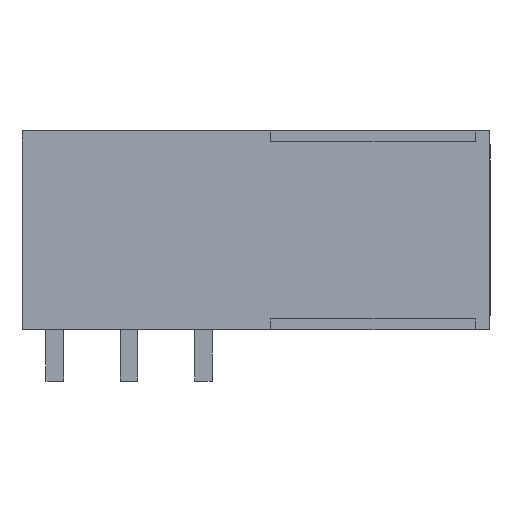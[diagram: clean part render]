
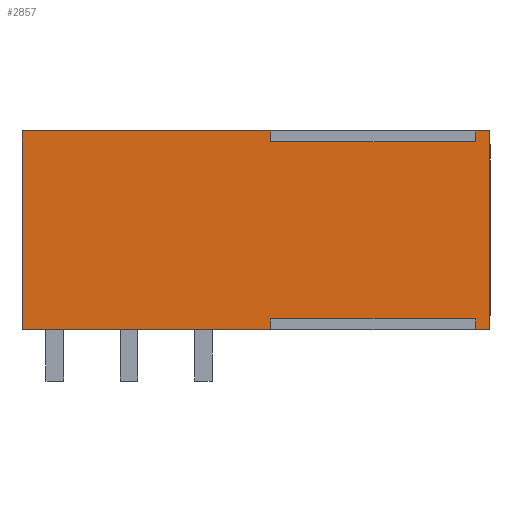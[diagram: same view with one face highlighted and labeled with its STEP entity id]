
A CAD part, left-side view. The second image highlights one B-rep face of the part: STEP entity #2857.
In plain terms, the highlighted planar face has unit normal (-1, 0, 0).
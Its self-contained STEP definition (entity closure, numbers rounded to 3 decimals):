
#2798=AXIS2_PLACEMENT_3D('Plane Axis2P3D',#2795,#2796,#2797) ;
#494=CARTESIAN_POINT('Vertex',(0.,0.,3.5)) ;
#497=CARTESIAN_POINT('Line Origine',(0.,0.5,3.5)) ;
#501=CARTESIAN_POINT('Vertex',(0.,1.,3.5)) ;
#522=CARTESIAN_POINT('Vertex',(0.,15.,3.5)) ;
#525=CARTESIAN_POINT('Line Origine',(0.,23.5,3.5)) ;
#529=CARTESIAN_POINT('Vertex',(0.,32.,3.5)) ;
#831=CARTESIAN_POINT('Vertex',(0.,32.,17.1)) ;
#834=CARTESIAN_POINT('Line Origine',(0.,23.5,17.1)) ;
#838=CARTESIAN_POINT('Vertex',(0.,15.,17.1)) ;
#859=CARTESIAN_POINT('Vertex',(0.,1.,17.1)) ;
#862=CARTESIAN_POINT('Line Origine',(0.,0.5,17.1)) ;
#866=CARTESIAN_POINT('Vertex',(0.,0.,17.1)) ;
#2301=CARTESIAN_POINT('Line Origine',(0.,0.,10.3)) ;
#2795=CARTESIAN_POINT('Axis2P3D Location',(0.,0.,17.1)) ;
#2800=CARTESIAN_POINT('Line Origine',(0.,1.,16.725)) ;
#2804=CARTESIAN_POINT('Vertex',(0.,1.,16.35)) ;
#2807=CARTESIAN_POINT('Line Origine',(0.,8.,16.35)) ;
#2811=CARTESIAN_POINT('Vertex',(0.,15.,16.35)) ;
#2814=CARTESIAN_POINT('Line Origine',(0.,15.,16.725)) ;
#2819=CARTESIAN_POINT('Line Origine',(0.,32.,10.3)) ;
#2824=CARTESIAN_POINT('Line Origine',(0.,15.,3.875)) ;
#2828=CARTESIAN_POINT('Vertex',(0.,15.,4.25)) ;
#2831=CARTESIAN_POINT('Line Origine',(0.,8.,4.25)) ;
#2835=CARTESIAN_POINT('Vertex',(0.,1.,4.25)) ;
#2838=CARTESIAN_POINT('Line Origine',(0.,1.,3.875)) ;
#498=DIRECTION('Vector Direction',(0.,1.,0.)) ;
#526=DIRECTION('Vector Direction',(0.,1.,0.)) ;
#835=DIRECTION('Vector Direction',(0.,1.,0.)) ;
#863=DIRECTION('Vector Direction',(0.,1.,0.)) ;
#2302=DIRECTION('Vector Direction',(0.,0.,-1.)) ;
#2796=DIRECTION('Axis2P3D Direction',(1.,0.,0.)) ;
#2797=DIRECTION('Axis2P3D XDirection',(0.,0.,-1.)) ;
#2801=DIRECTION('Vector Direction',(0.,0.,-1.)) ;
#2808=DIRECTION('Vector Direction',(0.,1.,0.)) ;
#2815=DIRECTION('Vector Direction',(0.,0.,-1.)) ;
#2820=DIRECTION('Vector Direction',(0.,0.,-1.)) ;
#2825=DIRECTION('Vector Direction',(0.,0.,-1.)) ;
#2832=DIRECTION('Vector Direction',(0.,1.,0.)) ;
#2839=DIRECTION('Vector Direction',(0.,0.,-1.)) ;
#499=VECTOR('Line Direction',#498,1.) ;
#527=VECTOR('Line Direction',#526,1.) ;
#836=VECTOR('Line Direction',#835,1.) ;
#864=VECTOR('Line Direction',#863,1.) ;
#2303=VECTOR('Line Direction',#2302,1.) ;
#2802=VECTOR('Line Direction',#2801,1.) ;
#2809=VECTOR('Line Direction',#2808,1.) ;
#2816=VECTOR('Line Direction',#2815,1.) ;
#2821=VECTOR('Line Direction',#2820,1.) ;
#2826=VECTOR('Line Direction',#2825,1.) ;
#2833=VECTOR('Line Direction',#2832,1.) ;
#2840=VECTOR('Line Direction',#2839,1.) ;
#2844=ORIENTED_EDGE('',*,*,#2806,.F.) ;
#2845=ORIENTED_EDGE('',*,*,#2813,.T.) ;
#2846=ORIENTED_EDGE('',*,*,#2818,.F.) ;
#2847=ORIENTED_EDGE('',*,*,#840,.T.) ;
#2848=ORIENTED_EDGE('',*,*,#2823,.T.) ;
#2849=ORIENTED_EDGE('',*,*,#531,.F.) ;
#2850=ORIENTED_EDGE('',*,*,#2830,.F.) ;
#2851=ORIENTED_EDGE('',*,*,#2837,.F.) ;
#2852=ORIENTED_EDGE('',*,*,#2842,.F.) ;
#2853=ORIENTED_EDGE('',*,*,#503,.F.) ;
#2854=ORIENTED_EDGE('',*,*,#2305,.F.) ;
#2855=ORIENTED_EDGE('',*,*,#868,.T.) ;
#2857=ADVANCED_FACE('HOUSING',(#2856),#2799,.F.) ;
#503=EDGE_CURVE('',#495,#502,#500,.T.) ;
#531=EDGE_CURVE('',#523,#530,#528,.T.) ;
#840=EDGE_CURVE('',#839,#832,#837,.T.) ;
#868=EDGE_CURVE('',#867,#860,#865,.T.) ;
#2305=EDGE_CURVE('',#867,#495,#2304,.T.) ;
#2806=EDGE_CURVE('',#2805,#860,#2803,.F.) ;
#2813=EDGE_CURVE('',#2805,#2812,#2810,.T.) ;
#2818=EDGE_CURVE('',#839,#2812,#2817,.T.) ;
#2823=EDGE_CURVE('',#832,#530,#2822,.T.) ;
#2830=EDGE_CURVE('',#2829,#523,#2827,.T.) ;
#2837=EDGE_CURVE('',#2836,#2829,#2834,.T.) ;
#2842=EDGE_CURVE('',#502,#2836,#2841,.F.) ;
#2843=EDGE_LOOP('',(#2844,#2845,#2846,#2847,#2848,#2849,#2850,#2851,#2852,#2853,#2854,#2855)) ;
#2856=FACE_OUTER_BOUND('',#2843,.T.) ;
#500=LINE('Line',#497,#499) ;
#528=LINE('Line',#525,#527) ;
#837=LINE('Line',#834,#836) ;
#865=LINE('Line',#862,#864) ;
#2304=LINE('Line',#2301,#2303) ;
#2803=LINE('Line',#2800,#2802) ;
#2810=LINE('Line',#2807,#2809) ;
#2817=LINE('Line',#2814,#2816) ;
#2822=LINE('Line',#2819,#2821) ;
#2827=LINE('Line',#2824,#2826) ;
#2834=LINE('Line',#2831,#2833) ;
#2841=LINE('Line',#2838,#2840) ;
#2799=PLANE('',#2798) ;
#495=VERTEX_POINT('',#494) ;
#502=VERTEX_POINT('',#501) ;
#523=VERTEX_POINT('',#522) ;
#530=VERTEX_POINT('',#529) ;
#832=VERTEX_POINT('',#831) ;
#839=VERTEX_POINT('',#838) ;
#860=VERTEX_POINT('',#859) ;
#867=VERTEX_POINT('',#866) ;
#2805=VERTEX_POINT('',#2804) ;
#2812=VERTEX_POINT('',#2811) ;
#2829=VERTEX_POINT('',#2828) ;
#2836=VERTEX_POINT('',#2835) ;
